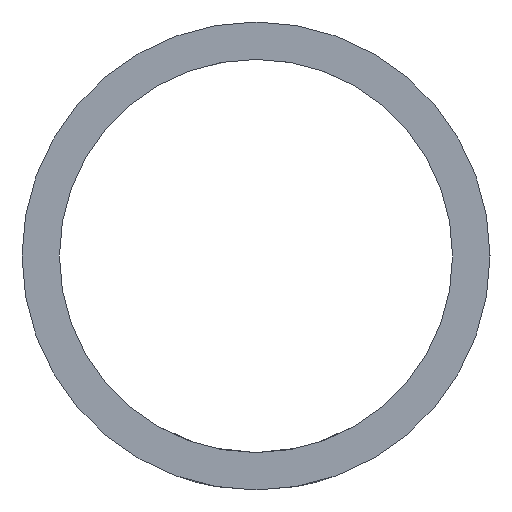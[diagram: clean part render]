
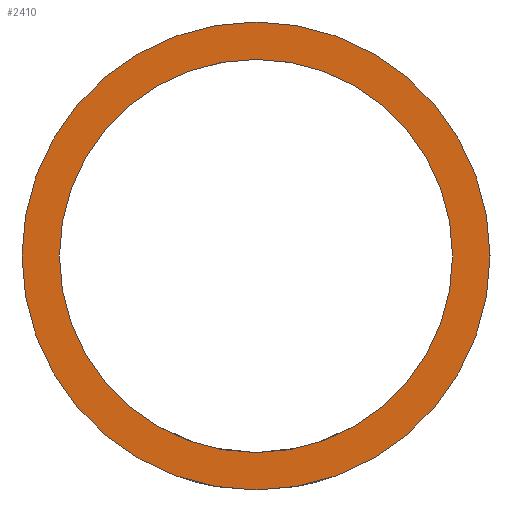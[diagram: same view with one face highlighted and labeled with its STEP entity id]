
A CAD part, left-side view. The second image highlights one B-rep face of the part: STEP entity #2410.
In plain terms, the highlighted planar face has unit normal (-1, 0, 0).
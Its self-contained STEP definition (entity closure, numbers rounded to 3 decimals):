
#594 = FACE_BOUND ( 'NONE', #14874, .T. ) ;
#972 = EDGE_CURVE ( 'NONE', #8552, #11587, #14326, .T. ) ;
#1005 = DIRECTION ( 'NONE',  ( 0., 0., -1. ) ) ;
#1183 = AXIS2_PLACEMENT_3D ( 'NONE', #5184, #10456, #8971 ) ;
#2117 = EDGE_LOOP ( 'NONE', ( #14603, #5097 ) ) ;
#2410 = ADVANCED_FACE ( 'NONE', ( #6704, #594 ), #13399, .F. ) ;
#2490 = CIRCLE ( 'NONE', #1183, 10.5 ) ;
#3605 = CARTESIAN_POINT ( 'NONE',  ( -1800., 0., 0. ) ) ;
#3699 = CARTESIAN_POINT ( 'NONE',  ( -1800., 0., -12.5 ) ) ;
#4150 = AXIS2_PLACEMENT_3D ( 'NONE', #16841, #12874, #9081 ) ;
#4531 = CARTESIAN_POINT ( 'NONE',  ( -1800., 0., 0. ) ) ;
#4681 = EDGE_CURVE ( 'NONE', #11366, #14692, #7128, .T. ) ;
#5097 = ORIENTED_EDGE ( 'NONE', *, *, #4681, .F. ) ;
#5184 = CARTESIAN_POINT ( 'NONE',  ( -1800., 0., 0. ) ) ;
#5443 = EDGE_CURVE ( 'NONE', #14692, #11366, #8801, .T. ) ;
#5488 = EDGE_CURVE ( 'NONE', #11587, #8552, #2490, .T. ) ;
#6704 = FACE_OUTER_BOUND ( 'NONE', #2117, .T. ) ;
#6711 = AXIS2_PLACEMENT_3D ( 'NONE', #12947, #11710, #9275 ) ;
#7128 = CIRCLE ( 'NONE', #12283, 12.5 ) ;
#7393 = AXIS2_PLACEMENT_3D ( 'NONE', #4531, #9790, #10926 ) ;
#8552 = VERTEX_POINT ( 'NONE', #10967 ) ;
#8801 = CIRCLE ( 'NONE', #4150, 12.5 ) ;
#8971 = DIRECTION ( 'NONE',  ( 0., 0., -1. ) ) ;
#9081 = DIRECTION ( 'NONE',  ( 0., 0., -1. ) ) ;
#9275 = DIRECTION ( 'NONE',  ( 0., 0., -1. ) ) ;
#9405 = CARTESIAN_POINT ( 'NONE',  ( -1800., 0., -10.5 ) ) ;
#9790 = DIRECTION ( 'NONE',  ( 1., 0., 0. ) ) ;
#10456 = DIRECTION ( 'NONE',  ( 1., 0., 0. ) ) ;
#10926 = DIRECTION ( 'NONE',  ( 0., 0., -1. ) ) ;
#10967 = CARTESIAN_POINT ( 'NONE',  ( -1800., 0., 10.5 ) ) ;
#11121 = ORIENTED_EDGE ( 'NONE', *, *, #972, .T. ) ;
#11366 = VERTEX_POINT ( 'NONE', #3699 ) ;
#11587 = VERTEX_POINT ( 'NONE', #9405 ) ;
#11640 = ORIENTED_EDGE ( 'NONE', *, *, #5488, .T. ) ;
#11710 = DIRECTION ( 'NONE',  ( 1., 0., 0. ) ) ;
#12283 = AXIS2_PLACEMENT_3D ( 'NONE', #3605, #15353, #1005 ) ;
#12874 = DIRECTION ( 'NONE',  ( 1., 0., 0. ) ) ;
#12947 = CARTESIAN_POINT ( 'NONE',  ( -1800., 0., 0. ) ) ;
#13399 = PLANE ( 'NONE',  #7393 ) ;
#14326 = CIRCLE ( 'NONE', #6711, 10.5 ) ;
#14496 = CARTESIAN_POINT ( 'NONE',  ( -1800., 0., 12.5 ) ) ;
#14603 = ORIENTED_EDGE ( 'NONE', *, *, #5443, .F. ) ;
#14692 = VERTEX_POINT ( 'NONE', #14496 ) ;
#14874 = EDGE_LOOP ( 'NONE', ( #11121, #11640 ) ) ;
#15353 = DIRECTION ( 'NONE',  ( 1., 0., 0. ) ) ;
#16841 = CARTESIAN_POINT ( 'NONE',  ( -1800., 0., 0. ) ) ;
